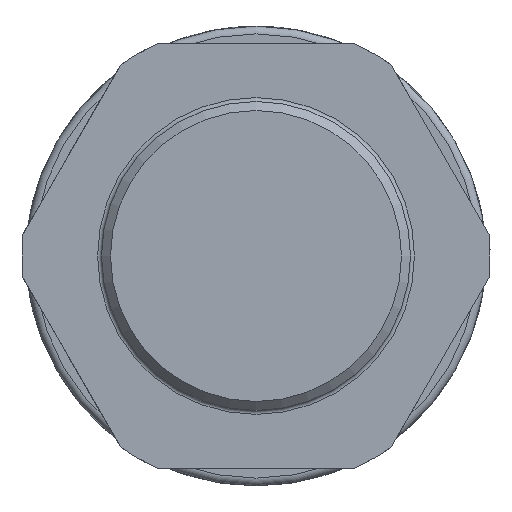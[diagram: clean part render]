
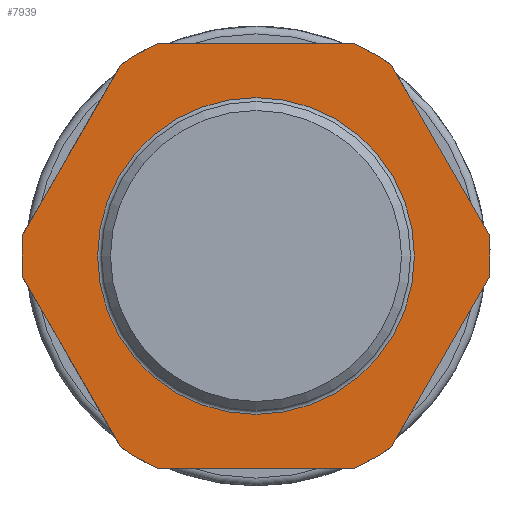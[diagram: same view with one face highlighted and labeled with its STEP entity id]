
A CAD part, left-side view. The second image highlights one B-rep face of the part: STEP entity #7939.
In plain terms, the highlighted planar face has unit normal (-1, 0, 0).
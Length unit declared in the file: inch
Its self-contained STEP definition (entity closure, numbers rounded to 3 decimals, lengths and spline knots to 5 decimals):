
#235=FACE_BOUND('',#1778,.T.);
#505=LINE('',#11779,#776);
#508=LINE('',#11809,#779);
#511=LINE('',#11839,#782);
#514=LINE('',#11869,#785);
#517=LINE('',#11899,#788);
#520=LINE('',#11919,#791);
#776=VECTOR('',#9429,0.3937);
#779=VECTOR('',#9434,0.3937);
#782=VECTOR('',#9439,0.3937);
#785=VECTOR('',#9444,0.3937);
#788=VECTOR('',#9449,0.3937);
#791=VECTOR('',#9454,0.3937);
#1339=FACE_OUTER_BOUND('',#1777,.T.);
#1777=EDGE_LOOP('',(#4968,#4969,#4970,#4971,#4972,#4973,#4974,#4975,#4976,
#4977,#4978,#4979));
#1778=EDGE_LOOP('',(#4980,#4981));
#2212=CIRCLE('',#8402,1.19291);
#2213=CIRCLE('',#8404,1.19291);
#2215=CIRCLE('',#8407,1.19291);
#2218=CIRCLE('',#8411,1.19291);
#2220=CIRCLE('',#8414,1.19291);
#2221=CIRCLE('',#8416,1.19291);
#2226=CIRCLE('',#8423,0.80709);
#2227=CIRCLE('',#8424,0.80709);
#2802=VERTEX_POINT('',#11776);
#2803=VERTEX_POINT('',#11778);
#2806=VERTEX_POINT('',#11806);
#2807=VERTEX_POINT('',#11808);
#2810=VERTEX_POINT('',#11836);
#2811=VERTEX_POINT('',#11838);
#2814=VERTEX_POINT('',#11866);
#2815=VERTEX_POINT('',#11868);
#2818=VERTEX_POINT('',#11896);
#2819=VERTEX_POINT('',#11898);
#2822=VERTEX_POINT('',#11916);
#2823=VERTEX_POINT('',#11918);
#2827=VERTEX_POINT('',#11959);
#2828=VERTEX_POINT('',#11960);
#3645=EDGE_CURVE('',#2803,#2802,#505,.T.);
#3649=EDGE_CURVE('',#2807,#2806,#508,.T.);
#3653=EDGE_CURVE('',#2811,#2810,#511,.T.);
#3657=EDGE_CURVE('',#2815,#2814,#514,.T.);
#3661=EDGE_CURVE('',#2819,#2818,#517,.T.);
#3665=EDGE_CURVE('',#2823,#2822,#520,.T.);
#3669=EDGE_CURVE('',#2823,#2814,#2212,.T.);
#3670=EDGE_CURVE('',#2811,#2822,#2213,.T.);
#3672=EDGE_CURVE('',#2807,#2818,#2215,.T.);
#3675=EDGE_CURVE('',#2815,#2806,#2218,.T.);
#3677=EDGE_CURVE('',#2819,#2802,#2220,.T.);
#3678=EDGE_CURVE('',#2803,#2810,#2221,.T.);
#3683=EDGE_CURVE('',#2827,#2828,#2226,.T.);
#3684=EDGE_CURVE('',#2828,#2827,#2227,.T.);
#4968=ORIENTED_EDGE('',*,*,#3645,.T.);
#4969=ORIENTED_EDGE('',*,*,#3677,.F.);
#4970=ORIENTED_EDGE('',*,*,#3661,.T.);
#4971=ORIENTED_EDGE('',*,*,#3672,.F.);
#4972=ORIENTED_EDGE('',*,*,#3649,.T.);
#4973=ORIENTED_EDGE('',*,*,#3675,.F.);
#4974=ORIENTED_EDGE('',*,*,#3657,.T.);
#4975=ORIENTED_EDGE('',*,*,#3669,.F.);
#4976=ORIENTED_EDGE('',*,*,#3665,.T.);
#4977=ORIENTED_EDGE('',*,*,#3670,.F.);
#4978=ORIENTED_EDGE('',*,*,#3653,.T.);
#4979=ORIENTED_EDGE('',*,*,#3678,.F.);
#4980=ORIENTED_EDGE('',*,*,#3683,.T.);
#4981=ORIENTED_EDGE('',*,*,#3684,.T.);
#7425=PLANE('',#8422);
#7939=ADVANCED_FACE('',(#1339,#235),#7425,.T.);
#8402=AXIS2_PLACEMENT_3D('',#11936,#9460,#9461);
#8404=AXIS2_PLACEMENT_3D('',#11938,#9464,#9465);
#8407=AXIS2_PLACEMENT_3D('',#11941,#9470,#9471);
#8411=AXIS2_PLACEMENT_3D('',#11945,#9478,#9479);
#8414=AXIS2_PLACEMENT_3D('',#11948,#9484,#9485);
#8416=AXIS2_PLACEMENT_3D('',#11950,#9488,#9489);
#8422=AXIS2_PLACEMENT_3D('',#11958,#9500,#9501);
#8423=AXIS2_PLACEMENT_3D('',#11961,#9502,#9503);
#8424=AXIS2_PLACEMENT_3D('',#11962,#9504,#9505);
#9429=DIRECTION('',(0.,0.5,0.866));
#9434=DIRECTION('',(0.,0.5,-0.866));
#9439=DIRECTION('',(0.,-0.5,0.866));
#9444=DIRECTION('',(0.,-0.5,-0.866));
#9449=DIRECTION('',(0.,1.,0.));
#9454=DIRECTION('',(0.,-1.,0.));
#9460=DIRECTION('center_axis',(1.,0.,0.));
#9461=DIRECTION('ref_axis',(0.,0.,
1.));
#9464=DIRECTION('center_axis',(1.,0.,0.));
#9465=DIRECTION('ref_axis',(0.,0.,
1.));
#9470=DIRECTION('center_axis',(1.,0.,0.));
#9471=DIRECTION('ref_axis',(0.,0.,
1.));
#9478=DIRECTION('center_axis',(1.,0.,0.));
#9479=DIRECTION('ref_axis',(0.,0.,
1.));
#9484=DIRECTION('center_axis',(1.,0.,0.));
#9485=DIRECTION('ref_axis',(0.,0.,
1.));
#9488=DIRECTION('center_axis',(1.,0.,0.));
#9489=DIRECTION('ref_axis',(0.,0.,
1.));
#9500=DIRECTION('center_axis',(-1.,0.,0.));
#9501=DIRECTION('ref_axis',(0.,0.,
-1.));
#9502=DIRECTION('center_axis',(1.,0.,0.));
#9503=DIRECTION('ref_axis',(0.,0.,
1.));
#9504=DIRECTION('center_axis',(1.,0.,0.));
#9505=DIRECTION('ref_axis',(0.,0.,
1.));
#11776=CARTESIAN_POINT('',(-0.18701,-0.6872,0.97509));
#11778=CARTESIAN_POINT('',(-0.18701,-1.18805,0.10759));
#11779=CARTESIAN_POINT('',(-0.18701,-1.21195,0.06619));
#11806=CARTESIAN_POINT('',(-0.18701,1.18805,0.10759));
#11808=CARTESIAN_POINT('',(-0.18701,0.6872,0.97509));
#11809=CARTESIAN_POINT('',(-0.18701,0.6633,1.01649));
#11836=CARTESIAN_POINT('',(-0.18701,-1.18805,-0.10759));
#11838=CARTESIAN_POINT('',(-0.18701,-0.6872,-0.97509));
#11839=CARTESIAN_POINT('',(-0.18701,-0.96153,-0.49994));
#11866=CARTESIAN_POINT('',(-0.18701,0.6872,-0.97509));
#11868=CARTESIAN_POINT('',(-0.18701,1.18805,-0.10759));
#11869=CARTESIAN_POINT('',(-0.18701,0.91372,-0.58274));
#11896=CARTESIAN_POINT('',(-0.18701,0.50085,1.08268));
#11898=CARTESIAN_POINT('',(-0.18701,-0.50085,1.08268));
#11899=CARTESIAN_POINT('',(-0.18701,-0.84688,1.08268));
#11916=CARTESIAN_POINT('',(-0.18701,-0.50085,-1.08268));
#11918=CARTESIAN_POINT('',(-0.18701,0.50085,-1.08268));
#11919=CARTESIAN_POINT('',(-0.18701,-0.34603,-1.08268));
#11936=CARTESIAN_POINT('Origin',(-0.18701,0.,
0.));
#11938=CARTESIAN_POINT('Origin',(-0.18701,0.,
0.));
#11941=CARTESIAN_POINT('Origin',(-0.18701,0.,
0.));
#11945=CARTESIAN_POINT('Origin',(-0.18701,0.,
0.));
#11948=CARTESIAN_POINT('Origin',(-0.18701,0.,
0.));
#11950=CARTESIAN_POINT('Origin',(-0.18701,0.,
0.));
#11958=CARTESIAN_POINT('Origin',(-0.18701,-1.19291,0.));
#11959=CARTESIAN_POINT('',(-0.18701,-0.80709,0.));
#11960=CARTESIAN_POINT('',(-0.18701,0.,-0.80709));
#11961=CARTESIAN_POINT('Origin',(-0.18701,0.,
0.));
#11962=CARTESIAN_POINT('Origin',(-0.18701,0.,
0.));
